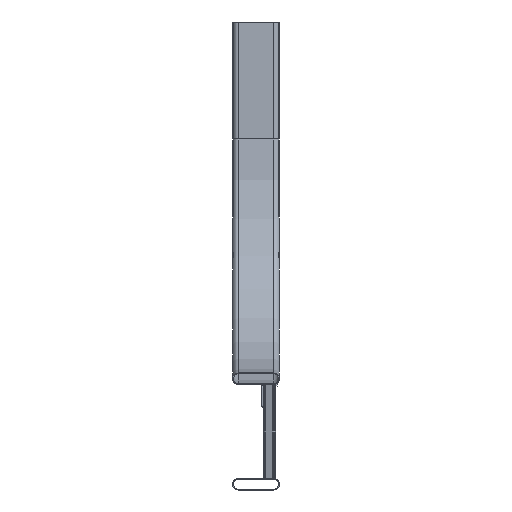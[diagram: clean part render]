
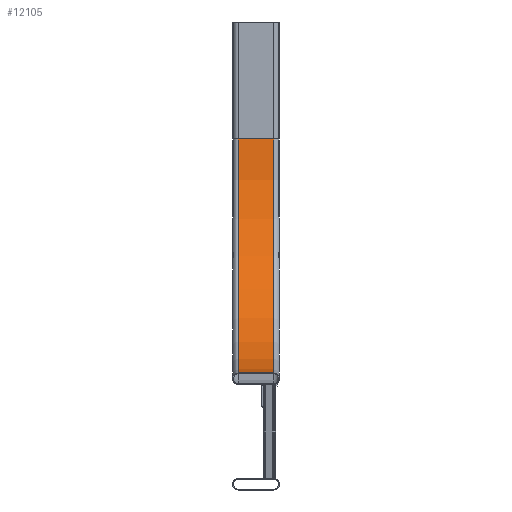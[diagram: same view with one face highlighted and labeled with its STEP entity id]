
A CAD part, left-side view. The second image highlights one B-rep face of the part: STEP entity #12105.
In plain terms, the highlighted cylindrical face has radius 300 mm (diameter 600 mm), a partial arc.
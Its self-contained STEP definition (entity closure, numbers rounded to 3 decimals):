
#411 = AXIS2_PLACEMENT_3D ( 'NONE', #738, #14937, #2877 ) ;
#738 = CARTESIAN_POINT ( 'NONE',  ( -375., -22.5, 442.5 ) ) ;
#1525 = LINE ( 'NONE', #6362, #11845 ) ;
#2711 = EDGE_CURVE ( 'NONE', #10669, #11226, #1525, .T. ) ;
#2877 = DIRECTION ( 'NONE',  ( 1., 0., 0. ) ) ;
#4692 = CIRCLE ( 'NONE', #12405, 300. ) ;
#4913 = EDGE_CURVE ( 'NONE', #23839, #11226, #4692, .T. ) ;
#4954 = EDGE_CURVE ( 'NONE', #23372, #23839, #23956, .T. ) ;
#6362 = CARTESIAN_POINT ( 'NONE',  ( -75., -22.5, 442.5 ) ) ;
#6708 = DIRECTION ( 'NONE',  ( 0., 1., 0. ) ) ;
#6710 = ORIENTED_EDGE ( 'NONE', *, *, #12347, .T. ) ;
#10370 = FACE_OUTER_BOUND ( 'NONE', #23801, .T. ) ;
#10669 = VERTEX_POINT ( 'NONE', #22655 ) ;
#10678 = AXIS2_PLACEMENT_3D ( 'NONE', #24101, #12380, #14213 ) ;
#10816 = CARTESIAN_POINT ( 'NONE',  ( -375., -22.5, 142.5 ) ) ;
#11226 = VERTEX_POINT ( 'NONE', #12315 ) ;
#11845 = VECTOR ( 'NONE', #6708, 1000. ) ;
#12105 = ADVANCED_FACE ( 'NONE', ( #10370 ), #20117, .F. ) ;
#12315 = CARTESIAN_POINT ( 'NONE',  ( -75., 22.5, 442.5 ) ) ;
#12347 = EDGE_CURVE ( 'NONE', #23372, #10669, #15775, .T. ) ;
#12380 = DIRECTION ( 'NONE',  ( 0., -1., 0. ) ) ;
#12405 = AXIS2_PLACEMENT_3D ( 'NONE', #12644, #12908, #12604 ) ;
#12604 = DIRECTION ( 'NONE',  ( 1., 0., 0. ) ) ;
#12644 = CARTESIAN_POINT ( 'NONE',  ( -375., 22.5, 442.5 ) ) ;
#12908 = DIRECTION ( 'NONE',  ( 0., -1., 0. ) ) ;
#14115 = VECTOR ( 'NONE', #24709, 1000. ) ;
#14213 = DIRECTION ( 'NONE',  ( 1., 0., 0. ) ) ;
#14937 = DIRECTION ( 'NONE',  ( 0., -1., 0. ) ) ;
#15775 = CIRCLE ( 'NONE', #411, 300. ) ;
#20117 = CYLINDRICAL_SURFACE ( 'NONE', #10678, 300. ) ;
#20777 = CARTESIAN_POINT ( 'NONE',  ( -375., 22.5, 142.5 ) ) ;
#20976 = CARTESIAN_POINT ( 'NONE',  ( -375., -22.5, 142.5 ) ) ;
#21284 = ORIENTED_EDGE ( 'NONE', *, *, #4913, .F. ) ;
#22615 = ORIENTED_EDGE ( 'NONE', *, *, #2711, .T. ) ;
#22655 = CARTESIAN_POINT ( 'NONE',  ( -75., -22.5, 442.5 ) ) ;
#22709 = ORIENTED_EDGE ( 'NONE', *, *, #4954, .F. ) ;
#23372 = VERTEX_POINT ( 'NONE', #20976 ) ;
#23801 = EDGE_LOOP ( 'NONE', ( #22709, #6710, #22615, #21284 ) ) ;
#23839 = VERTEX_POINT ( 'NONE', #20777 ) ;
#23956 = LINE ( 'NONE', #10816, #14115 ) ;
#24101 = CARTESIAN_POINT ( 'NONE',  ( -375., 0., 442.5 ) ) ;
#24709 = DIRECTION ( 'NONE',  ( 0., 1., 0. ) ) ;
